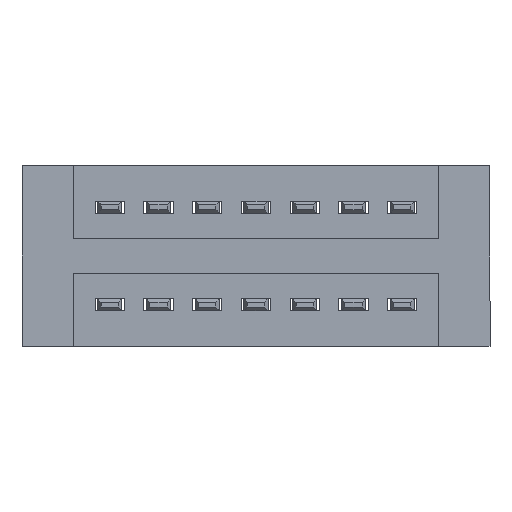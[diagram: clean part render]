
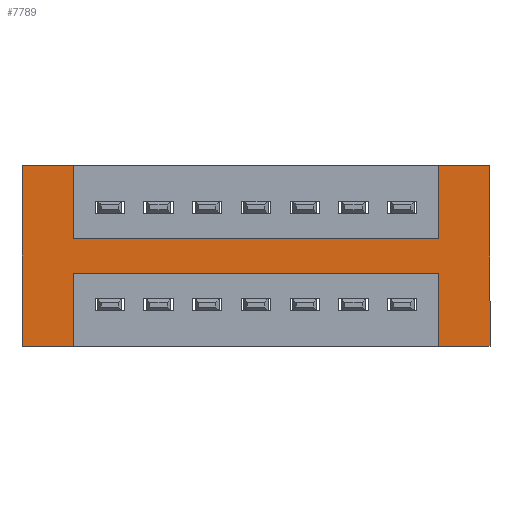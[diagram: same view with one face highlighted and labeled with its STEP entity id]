
A CAD part, front view. The second image highlights one B-rep face of the part: STEP entity #7789.
In plain terms, the highlighted planar face has unit normal (0, -1, 0).
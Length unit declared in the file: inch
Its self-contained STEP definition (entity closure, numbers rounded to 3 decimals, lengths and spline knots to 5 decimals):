
#87 = EDGE_CURVE ( 'NONE', #4143, #7568, #2315, .T. ) ;
#155 = VERTEX_POINT ( 'NONE', #5984 ) ;
#283 = LINE ( 'NONE', #7323, #9110 ) ;
#454 = DIRECTION ( 'NONE',  ( 0., 0., -1. ) ) ;
#851 = VECTOR ( 'NONE', #7438, 39.37008 ) ;
#919 = VECTOR ( 'NONE', #8843, 39.37008 ) ;
#1010 = EDGE_CURVE ( 'NONE', #7568, #2397, #2290, .T. ) ;
#1032 = VECTOR ( 'NONE', #8896, 39.37008 ) ;
#1198 = DIRECTION ( 'NONE',  ( -1., 0., 0. ) ) ;
#1375 = VECTOR ( 'NONE', #454, 39.37008 ) ;
#1679 = CARTESIAN_POINT ( 'NONE',  ( 1.2475, 0., 0. ) ) ;
#1793 = ORIENTED_EDGE ( 'NONE', *, *, #9116, .F. ) ;
#1940 = VERTEX_POINT ( 'NONE', #4800 ) ;
#1981 = ORIENTED_EDGE ( 'NONE', *, *, #7841, .F. ) ;
#2029 = CARTESIAN_POINT ( 'NONE',  ( 0.3925, 0., -0.15 ) ) ;
#2190 = ORIENTED_EDGE ( 'NONE', *, *, #7467, .F. ) ;
#2232 = CARTESIAN_POINT ( 'NONE',  ( 0., 0., 0. ) ) ;
#2237 = VERTEX_POINT ( 'NONE', #4506 ) ;
#2290 = LINE ( 'NONE', #8889, #3907 ) ;
#2315 = LINE ( 'NONE', #7392, #919 ) ;
#2397 = VERTEX_POINT ( 'NONE', #2969 ) ;
#2450 = VECTOR ( 'NONE', #6890, 39.37008 ) ;
#2784 = CARTESIAN_POINT ( 'NONE',  ( 0.3925, 0., 0. ) ) ;
#2787 = CARTESIAN_POINT ( 'NONE',  ( 1.2475, 0., 0. ) ) ;
#2793 = LINE ( 'NONE', #7509, #5580 ) ;
#2969 = CARTESIAN_POINT ( 'NONE',  ( 0.3925, 0., -0.37 ) ) ;
#3042 = VECTOR ( 'NONE', #1198, 39.37008 ) ;
#3201 = CARTESIAN_POINT ( 'NONE',  ( 0.2875, 0., 0. ) ) ;
#3404 = EDGE_CURVE ( 'NONE', #6872, #7107, #4511, .T. ) ;
#3874 = EDGE_CURVE ( 'NONE', #6451, #1940, #5668, .T. ) ;
#3907 = VECTOR ( 'NONE', #9602, 39.37008 ) ;
#3908 = CARTESIAN_POINT ( 'NONE',  ( 0., 0., -0.37 ) ) ;
#3946 = CARTESIAN_POINT ( 'NONE',  ( 1.2475, 0., -0.37 ) ) ;
#4012 = VECTOR ( 'NONE', #6744, 39.37008 ) ;
#4143 = VERTEX_POINT ( 'NONE', #9544 ) ;
#4319 = LINE ( 'NONE', #2232, #851 ) ;
#4360 = CARTESIAN_POINT ( 'NONE',  ( 1.1425, 0., 0. ) ) ;
#4395 = VERTEX_POINT ( 'NONE', #3946 ) ;
#4506 = CARTESIAN_POINT ( 'NONE',  ( 1.1425, 0., 0. ) ) ;
#4511 = LINE ( 'NONE', #6012, #1032 ) ;
#4544 = ORIENTED_EDGE ( 'NONE', *, *, #6776, .F. ) ;
#4573 = CARTESIAN_POINT ( 'NONE',  ( 1.1425, 0., -0.37 ) ) ;
#4626 = AXIS2_PLACEMENT_3D ( 'NONE', #3908, #9195, #8406 ) ;
#4706 = EDGE_CURVE ( 'NONE', #7107, #155, #8752, .T. ) ;
#4800 = CARTESIAN_POINT ( 'NONE',  ( 0.2875, 0., -0.37 ) ) ;
#4802 = EDGE_CURVE ( 'NONE', #155, #2237, #6023, .T. ) ;
#5258 = LINE ( 'NONE', #5653, #3042 ) ;
#5308 = CARTESIAN_POINT ( 'NONE',  ( 0.3925, 0., -0.15 ) ) ;
#5363 = FACE_OUTER_BOUND ( 'NONE', #9673, .T. ) ;
#5580 = VECTOR ( 'NONE', #9063, 39.37008 ) ;
#5653 = CARTESIAN_POINT ( 'NONE',  ( 0., 0., -0.37 ) ) ;
#5668 = LINE ( 'NONE', #9455, #1375 ) ;
#5670 = CARTESIAN_POINT ( 'NONE',  ( 1.1425, 0., -0.37 ) ) ;
#5731 = EDGE_CURVE ( 'NONE', #6451, #6872, #283, .T. ) ;
#5984 = CARTESIAN_POINT ( 'NONE',  ( 1.1425, 0., -0.15 ) ) ;
#6012 = CARTESIAN_POINT ( 'NONE',  ( 0.3925, 0., 0. ) ) ;
#6023 = LINE ( 'NONE', #4360, #4012 ) ;
#6086 = PLANE ( 'NONE',  #4626 ) ;
#6215 = ORIENTED_EDGE ( 'NONE', *, *, #87, .F. ) ;
#6218 = ORIENTED_EDGE ( 'NONE', *, *, #3874, .T. ) ;
#6357 = ORIENTED_EDGE ( 'NONE', *, *, #1010, .F. ) ;
#6451 = VERTEX_POINT ( 'NONE', #3201 ) ;
#6556 = ORIENTED_EDGE ( 'NONE', *, *, #4802, .F. ) ;
#6744 = DIRECTION ( 'NONE',  ( 0., 0., 1. ) ) ;
#6776 = EDGE_CURVE ( 'NONE', #2237, #9213, #4319, .T. ) ;
#6872 = VERTEX_POINT ( 'NONE', #2784 ) ;
#6890 = DIRECTION ( 'NONE',  ( 0., 0., 1. ) ) ;
#6944 = LINE ( 'NONE', #2787, #7561 ) ;
#7107 = VERTEX_POINT ( 'NONE', #5308 ) ;
#7223 = DIRECTION ( 'NONE',  ( 1., 0., 0. ) ) ;
#7289 = DIRECTION ( 'NONE',  ( 1., 0., 0. ) ) ;
#7323 = CARTESIAN_POINT ( 'NONE',  ( 0., 0., 0. ) ) ;
#7392 = CARTESIAN_POINT ( 'NONE',  ( 0.3925, 0., -0.22 ) ) ;
#7438 = DIRECTION ( 'NONE',  ( 1., 0., 0. ) ) ;
#7467 = EDGE_CURVE ( 'NONE', #4395, #8068, #5258, .T. ) ;
#7509 = CARTESIAN_POINT ( 'NONE',  ( 0., 0., -0.37 ) ) ;
#7561 = VECTOR ( 'NONE', #9548, 39.37008 ) ;
#7568 = VERTEX_POINT ( 'NONE', #9588 ) ;
#7579 = ORIENTED_EDGE ( 'NONE', *, *, #3404, .F. ) ;
#7592 = VECTOR ( 'NONE', #7289, 39.37008 ) ;
#7789 = ADVANCED_FACE ( 'NONE', ( #5363 ), #6086, .T. ) ;
#7841 = EDGE_CURVE ( 'NONE', #8068, #4143, #8120, .T. ) ;
#7977 = ORIENTED_EDGE ( 'NONE', *, *, #4706, .F. ) ;
#8068 = VERTEX_POINT ( 'NONE', #5670 ) ;
#8120 = LINE ( 'NONE', #4573, #2450 ) ;
#8406 = DIRECTION ( 'NONE',  ( 0., 0., -1. ) ) ;
#8602 = ORIENTED_EDGE ( 'NONE', *, *, #5731, .F. ) ;
#8752 = LINE ( 'NONE', #2029, #7592 ) ;
#8843 = DIRECTION ( 'NONE',  ( -1., 0., 0. ) ) ;
#8889 = CARTESIAN_POINT ( 'NONE',  ( 0.3925, 0., -0.37 ) ) ;
#8896 = DIRECTION ( 'NONE',  ( 0., 0., -1. ) ) ;
#9063 = DIRECTION ( 'NONE',  ( -1., 0., 0. ) ) ;
#9110 = VECTOR ( 'NONE', #7223, 39.37008 ) ;
#9116 = EDGE_CURVE ( 'NONE', #2397, #1940, #2793, .T. ) ;
#9195 = DIRECTION ( 'NONE',  ( 0., -1., 0. ) ) ;
#9213 = VERTEX_POINT ( 'NONE', #1679 ) ;
#9455 = CARTESIAN_POINT ( 'NONE',  ( 0.2875, 0., 0. ) ) ;
#9487 = EDGE_CURVE ( 'NONE', #4395, #9213, #6944, .T. ) ;
#9544 = CARTESIAN_POINT ( 'NONE',  ( 1.1425, 0., -0.22 ) ) ;
#9548 = DIRECTION ( 'NONE',  ( 0., 0., 1. ) ) ;
#9551 = ORIENTED_EDGE ( 'NONE', *, *, #9487, .T. ) ;
#9588 = CARTESIAN_POINT ( 'NONE',  ( 0.3925, 0., -0.22 ) ) ;
#9602 = DIRECTION ( 'NONE',  ( 0., 0., -1. ) ) ;
#9673 = EDGE_LOOP ( 'NONE', ( #9551, #4544, #6556, #7977, #7579, #8602, #6218, #1793, #6357, #6215, #1981, #2190 ) ) ;
